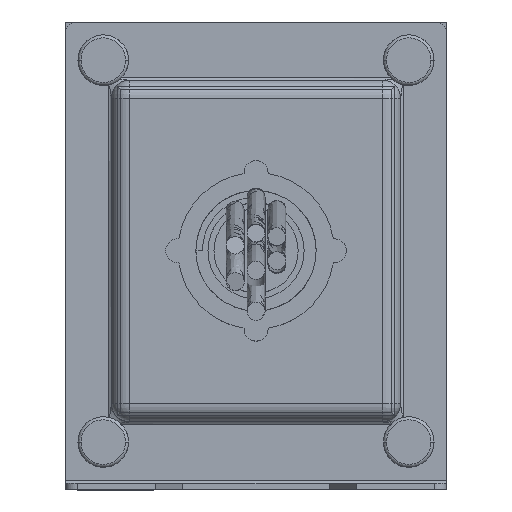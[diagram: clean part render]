
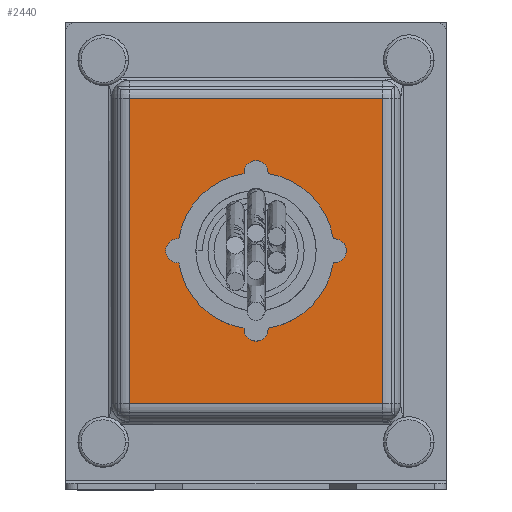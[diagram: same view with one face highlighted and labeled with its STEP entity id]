
A CAD part, top view. The second image highlights one B-rep face of the part: STEP entity #2440.
In plain terms, the highlighted planar face has unit normal (0, 0, 1).
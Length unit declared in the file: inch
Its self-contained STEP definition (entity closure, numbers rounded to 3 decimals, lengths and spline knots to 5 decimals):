
#351 = CARTESIAN_POINT ( 'NONE',  ( 1.2142, 1.84372, 4.0717 ) ) ;
#467 = VERTEX_POINT ( 'NONE', #12283 ) ;
#1778 = CARTESIAN_POINT ( 'NONE',  ( 1.44134, 1.64554, 4.07173 ) ) ;
#2059 = AXIS2_PLACEMENT_3D ( 'NONE', #21109, #3157, #12844 ) ;
#2440 = ADVANCED_FACE ( 'NONE', ( #18477, #14199 ), #14717, .T. ) ;
#2787 = CARTESIAN_POINT ( 'NONE',  ( 1.22615, 1.83945, 4.07172 ) ) ;
#3157 = DIRECTION ( 'NONE',  ( 0., 0., 1. ) ) ;
#3482 = B_SPLINE_CURVE_WITH_KNOTS ( 'NONE', 3,
 ( #15358, #9725, #21836, #15492, #25965, #17776, #9210, #5340, #21967, #23849 ),
 .UNSPECIFIED., .F., .F.,
 ( 4, 2, 2, 2, 4 ),
 ( 0.25, 0.3125, 0.375, 0.4375, 0.5 ),
 .UNSPECIFIED. ) ;
#4294 = CARTESIAN_POINT ( 'NONE',  ( 1.38405, 1.73013, 4.07166 ) ) ;
#4606 = VERTEX_POINT ( 'NONE', #16135 ) ;
#5340 = CARTESIAN_POINT ( 'NONE',  ( 0.70418, 1.57375, 4.07169 ) ) ;
#5397 = CARTESIAN_POINT ( 'NONE',  ( 1.47109, 1.36765, 4.07169 ) ) ;
#5475 = CARTESIAN_POINT ( 'NONE',  ( 1.40025, 1.71036, 4.07168 ) ) ;
#5887 = ORIENTED_EDGE ( 'NONE', *, *, #9172, .T. ) ;
#6154 = ORIENTED_EDGE ( 'NONE', *, *, #11151, .F. ) ;
#6627 = VECTOR ( 'NONE', #11493, 39.37008 ) ;
#6862 = CARTESIAN_POINT ( 'NONE',  ( 1.34806, 1.76709, 4.07166 ) ) ;
#6985 = DIRECTION ( 'NONE',  ( -1., 0., 0. ) ) ;
#6996 = CARTESIAN_POINT ( 'NONE',  ( 1.32786, 1.7837, 4.07169 ) ) ;
#7125 = CARTESIAN_POINT ( 'NONE',  ( 0.84569, 1.15587, 4.07169 ) ) ;
#7333 = CARTESIAN_POINT ( 'NONE',  ( 0.2587, 0.4707, 4.07169 ) ) ;
#7466 = CARTESIAN_POINT ( 'NONE',  ( 1.46881, 1.57258, 4.07167 ) ) ;
#7648 = CARTESIAN_POINT ( 'NONE',  ( 0.74363, 1.27242, 4.07169 ) ) ;
#8134 = VERTEX_POINT ( 'NONE', #7333 ) ;
#8221 = CARTESIAN_POINT ( 'NONE',  ( 1.08764, 1.8644, 4.07169 ) ) ;
#8250 = CARTESIAN_POINT ( 'NONE',  ( 1.28466, 1.81254, 4.07173 ) ) ;
#8384 = CARTESIAN_POINT ( 'NONE',  ( 1.11362, 1.8644, 4.07167 ) ) ;
#8746 = ORIENTED_EDGE ( 'NONE', *, *, #16151, .F. ) ;
#9015 = CARTESIAN_POINT ( 'NONE',  ( 1.1396, 1.8618, 4.07165 ) ) ;
#9135 = B_SPLINE_CURVE_WITH_KNOTS ( 'NONE', 3,
 ( #25896, #15538, #13774, #7648, #25378, #7125, #19400, #23901, #13261, #21758, #15803, #9517, #19255, #21379, #23637, #5397, #13395, #13650 ),
 .UNSPECIFIED., .F., .F.,
 ( 4, 2, 2, 2, 2, 2, 2, 2, 4 ),
 ( 0.5, 0.5625, 0.625, 0.6875, 0.75, 0.8125, 0.875, 0.9375, 1. ),
 .UNSPECIFIED. ) ;
#9172 = EDGE_CURVE ( 'NONE', #467, #8134, #20197, .T. ) ;
#9210 = CARTESIAN_POINT ( 'NONE',  ( 0.74363, 1.66897, 4.07169 ) ) ;
#9428 = CARTESIAN_POINT ( 'NONE',  ( 1.91618, 2.4707, 4.07169 ) ) ;
#9461 = CARTESIAN_POINT ( 'NONE',  ( 1.48134, 1.4707, 4.07169 ) ) ;
#9517 = CARTESIAN_POINT ( 'NONE',  ( 1.28591, 1.12669, 4.07169 ) ) ;
#9725 = CARTESIAN_POINT ( 'NONE',  ( 1.0361, 1.8644, 4.07169 ) ) ;
#10269 = VERTEX_POINT ( 'NONE', #21184 ) ;
#10704 = B_SPLINE_CURVE_WITH_KNOTS ( 'NONE', 3,
 ( #9461, #17635, #25706, #7466, #19976, #1778, #15624, #23722, #5475, #4294, #25250, #6862, #6996, #8250, #20633, #2787, #351, #18540, #18287, #9015, #8384, #14410 ),
 .UNSPECIFIED., .F., .F.,
 ( 4, 2, 2, 2, 2, 2, 2, 2, 2, 2, 4 ),
 ( 0., 0.125, 0.25, 0.375, 0.4375, 0.5, 0.625, 0.75, 0.8125, 0.875, 1. ),
 .UNSPECIFIED. ) ;
#10878 = VERTEX_POINT ( 'NONE', #13108 ) ;
#11151 = EDGE_CURVE ( 'NONE', #10269, #20684, #10704, .T. ) ;
#11464 = LINE ( 'NONE', #20228, #11730 ) ;
#11493 = DIRECTION ( 'NONE',  ( 1., 0., 0. ) ) ;
#11730 = VECTOR ( 'NONE', #12361, 39.37008 ) ;
#11744 = VECTOR ( 'NONE', #20867, 39.37008 ) ;
#12074 = CARTESIAN_POINT ( 'NONE',  ( 0.2587, 0.35259, 4.07169 ) ) ;
#12162 = VERTEX_POINT ( 'NONE', #9428 ) ;
#12283 = CARTESIAN_POINT ( 'NONE',  ( 0.2587, 2.4707, 4.07169 ) ) ;
#12361 = DIRECTION ( 'NONE',  ( 0., 1., 0. ) ) ;
#12844 = DIRECTION ( 'NONE',  ( 1., 0., 0. ) ) ;
#12893 = EDGE_LOOP ( 'NONE', ( #13517, #15239, #20940, #5887 ) ) ;
#13108 = CARTESIAN_POINT ( 'NONE',  ( 0.69394, 1.4707, 4.07169 ) ) ;
#13261 = CARTESIAN_POINT ( 'NONE',  ( 1.0361, 1.077, 4.07169 ) ) ;
#13395 = CARTESIAN_POINT ( 'NONE',  ( 1.48134, 1.41916, 4.07169 ) ) ;
#13517 = ORIENTED_EDGE ( 'NONE', *, *, #24283, .T. ) ;
#13650 = CARTESIAN_POINT ( 'NONE',  ( 1.48134, 1.4707, 4.07169 ) ) ;
#13774 = CARTESIAN_POINT ( 'NONE',  ( 0.70418, 1.36765, 4.07169 ) ) ;
#14199 = FACE_BOUND ( 'NONE', #22978, .T. ) ;
#14410 = CARTESIAN_POINT ( 'NONE',  ( 1.08764, 1.8644, 4.07169 ) ) ;
#14715 = EDGE_CURVE ( 'NONE', #20684, #10878, #3482, .T. ) ;
#14717 = PLANE ( 'NONE',  #2059 ) ;
#15239 = ORIENTED_EDGE ( 'NONE', *, *, #25287, .T. ) ;
#15358 = CARTESIAN_POINT ( 'NONE',  ( 1.08764, 1.8644, 4.07169 ) ) ;
#15492 = CARTESIAN_POINT ( 'NONE',  ( 0.88936, 1.81471, 4.07169 ) ) ;
#15538 = CARTESIAN_POINT ( 'NONE',  ( 0.69394, 1.41916, 4.07169 ) ) ;
#15624 = CARTESIAN_POINT ( 'NONE',  ( 1.42905, 1.66841, 4.07174 ) ) ;
#15767 = CARTESIAN_POINT ( 'NONE',  ( 2.03429, 0.4707, 4.07169 ) ) ;
#15803 = CARTESIAN_POINT ( 'NONE',  ( 1.19069, 1.08724, 4.07169 ) ) ;
#15891 = LINE ( 'NONE', #15767, #6627 ) ;
#16135 = CARTESIAN_POINT ( 'NONE',  ( 1.91618, 0.4707, 4.07169 ) ) ;
#16151 = EDGE_CURVE ( 'NONE', #10878, #10269, #9135, .T. ) ;
#17185 = ORIENTED_EDGE ( 'NONE', *, *, #14715, .F. ) ;
#17635 = CARTESIAN_POINT ( 'NONE',  ( 1.48134, 1.49604, 4.07165 ) ) ;
#17776 = CARTESIAN_POINT ( 'NONE',  ( 0.77281, 1.71265, 4.07169 ) ) ;
#18287 = CARTESIAN_POINT ( 'NONE',  ( 1.17744, 1.85424, 4.07166 ) ) ;
#18477 = FACE_OUTER_BOUND ( 'NONE', #12893, .T. ) ;
#18540 = CARTESIAN_POINT ( 'NONE',  ( 1.18987, 1.85111, 4.07167 ) ) ;
#19255 = CARTESIAN_POINT ( 'NONE',  ( 1.32959, 1.15587, 4.07169 ) ) ;
#19400 = CARTESIAN_POINT ( 'NONE',  ( 0.88936, 1.12669, 4.07169 ) ) ;
#19976 = CARTESIAN_POINT ( 'NONE',  ( 1.46122, 1.59762, 4.0717 ) ) ;
#20197 = LINE ( 'NONE', #12074, #11744 ) ;
#20228 = CARTESIAN_POINT ( 'NONE',  ( 1.91618, 2.58881, 4.07169 ) ) ;
#20633 = CARTESIAN_POINT ( 'NONE',  ( 1.26167, 1.82477, 4.07174 ) ) ;
#20684 = VERTEX_POINT ( 'NONE', #8221 ) ;
#20867 = DIRECTION ( 'NONE',  ( 0., -1., 0. ) ) ;
#20940 = ORIENTED_EDGE ( 'NONE', *, *, #24674, .T. ) ;
#21109 = CARTESIAN_POINT ( 'NONE',  ( 0.78429, 1.85259, 4.07169 ) ) ;
#21184 = CARTESIAN_POINT ( 'NONE',  ( 1.48134, 1.4707, 4.07169 ) ) ;
#21257 = LINE ( 'NONE', #24983, #22328 ) ;
#21379 = CARTESIAN_POINT ( 'NONE',  ( 1.40247, 1.22875, 4.07169 ) ) ;
#21758 = CARTESIAN_POINT ( 'NONE',  ( 1.13917, 1.077, 4.07169 ) ) ;
#21836 = CARTESIAN_POINT ( 'NONE',  ( 0.98459, 1.85415, 4.07169 ) ) ;
#21967 = CARTESIAN_POINT ( 'NONE',  ( 0.69394, 1.52223, 4.07169 ) ) ;
#22328 = VECTOR ( 'NONE', #6985, 39.37008 ) ;
#22978 = EDGE_LOOP ( 'NONE', ( #6154, #8746, #17185 ) ) ;
#23637 = CARTESIAN_POINT ( 'NONE',  ( 1.43165, 1.27242, 4.07169 ) ) ;
#23722 = CARTESIAN_POINT ( 'NONE',  ( 1.40779, 1.70019, 4.0717 ) ) ;
#23849 = CARTESIAN_POINT ( 'NONE',  ( 0.69394, 1.4707, 4.07169 ) ) ;
#23901 = CARTESIAN_POINT ( 'NONE',  ( 0.98459, 1.08724, 4.07169 ) ) ;
#24283 = EDGE_CURVE ( 'NONE', #8134, #4606, #15891, .T. ) ;
#24674 = EDGE_CURVE ( 'NONE', #12162, #467, #21257, .T. ) ;
#24983 = CARTESIAN_POINT ( 'NONE',  ( 0.14059, 2.4707, 4.07169 ) ) ;
#25250 = CARTESIAN_POINT ( 'NONE',  ( 1.37542, 1.73968, 4.07166 ) ) ;
#25287 = EDGE_CURVE ( 'NONE', #4606, #12162, #11464, .T. ) ;
#25378 = CARTESIAN_POINT ( 'NONE',  ( 0.77281, 1.22875, 4.07169 ) ) ;
#25706 = CARTESIAN_POINT ( 'NONE',  ( 1.47887, 1.52178, 4.07165 ) ) ;
#25896 = CARTESIAN_POINT ( 'NONE',  ( 0.69394, 1.4707, 4.07169 ) ) ;
#25965 = CARTESIAN_POINT ( 'NONE',  ( 0.84569, 1.78553, 4.07169 ) ) ;
